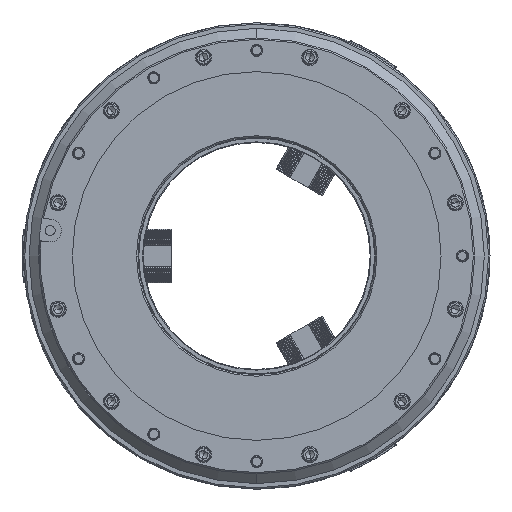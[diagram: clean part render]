
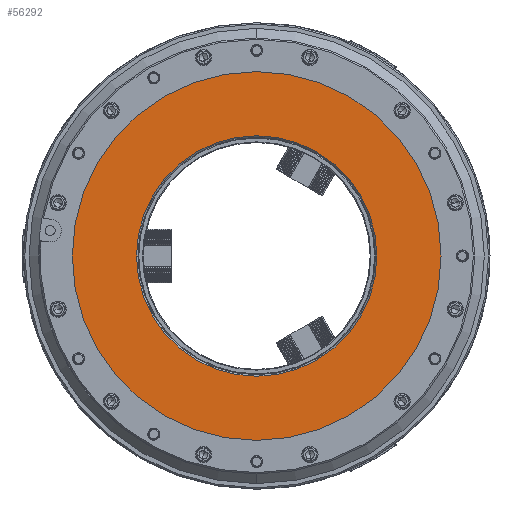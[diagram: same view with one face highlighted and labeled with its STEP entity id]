
A CAD part, left-side view. The second image highlights one B-rep face of the part: STEP entity #56292.
In plain terms, the highlighted planar face has unit normal (-1, 0, 0).
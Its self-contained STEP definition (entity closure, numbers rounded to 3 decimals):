
#291 = CIRCLE ( 'NONE', #44823, 169.5 ) ;
#1523 = EDGE_CURVE ( 'NONE', #11751, #54422, #36423, .T. ) ;
#2411 = ORIENTED_EDGE ( 'NONE', *, *, #32167, .T. ) ;
#3812 = ORIENTED_EDGE ( 'NONE', *, *, #8591, .T. ) ;
#8591 = EDGE_CURVE ( 'NONE', #22940, #41619, #10081, .T. ) ;
#9658 = CARTESIAN_POINT ( 'NONE',  ( 8., 0., -260. ) ) ;
#9855 = DIRECTION ( 'NONE',  ( 1., 0., 0. ) ) ;
#10081 = CIRCLE ( 'NONE', #36042, 260. ) ;
#11751 = VERTEX_POINT ( 'NONE', #32542 ) ;
#12965 = CARTESIAN_POINT ( 'NONE',  ( 8., 0., 0. ) ) ;
#13351 = EDGE_CURVE ( 'NONE', #41619, #22940, #61262, .T. ) ;
#17783 = FACE_OUTER_BOUND ( 'NONE', #46672, .T. ) ;
#17785 = DIRECTION ( 'NONE',  ( 0., 0., 1. ) ) ;
#22940 = VERTEX_POINT ( 'NONE', #46049 ) ;
#23715 = DIRECTION ( 'NONE',  ( 0., 0., 1. ) ) ;
#24994 = AXIS2_PLACEMENT_3D ( 'NONE', #42786, #52390, #23715 ) ;
#26527 = DIRECTION ( 'NONE',  ( 1., 0., 0. ) ) ;
#27353 = AXIS2_PLACEMENT_3D ( 'NONE', #55195, #26527, #60044 ) ;
#28492 = CARTESIAN_POINT ( 'NONE',  ( 8., 0., 0. ) ) ;
#32167 = EDGE_CURVE ( 'NONE', #54422, #11751, #291, .T. ) ;
#32542 = CARTESIAN_POINT ( 'NONE',  ( 8., 0., 169.5 ) ) ;
#33301 = DIRECTION ( 'NONE',  ( 0., 0., 1. ) ) ;
#35859 = ORIENTED_EDGE ( 'NONE', *, *, #13351, .T. ) ;
#36042 = AXIS2_PLACEMENT_3D ( 'NONE', #12965, #46468, #17785 ) ;
#36423 = CIRCLE ( 'NONE', #27353, 169.5 ) ;
#38206 = AXIS2_PLACEMENT_3D ( 'NONE', #28492, #62006, #33301 ) ;
#38597 = CARTESIAN_POINT ( 'NONE',  ( 8., 0., 0. ) ) ;
#41619 = VERTEX_POINT ( 'NONE', #9658 ) ;
#42786 = CARTESIAN_POINT ( 'NONE',  ( 8., -260., 0. ) ) ;
#43407 = DIRECTION ( 'NONE',  ( 0., 0., 1. ) ) ;
#44823 = AXIS2_PLACEMENT_3D ( 'NONE', #38597, #9855, #43407 ) ;
#46049 = CARTESIAN_POINT ( 'NONE',  ( 8., 0., 260. ) ) ;
#46327 = CARTESIAN_POINT ( 'NONE',  ( 8., 0., -169.5 ) ) ;
#46468 = DIRECTION ( 'NONE',  ( -1., 0., 0. ) ) ;
#46672 = EDGE_LOOP ( 'NONE', ( #3812, #35859 ) ) ;
#52390 = DIRECTION ( 'NONE',  ( -1., 0., 0. ) ) ;
#54264 = ORIENTED_EDGE ( 'NONE', *, *, #1523, .T. ) ;
#54422 = VERTEX_POINT ( 'NONE', #46327 ) ;
#54507 = FACE_BOUND ( 'NONE', #55157, .T. ) ;
#55157 = EDGE_LOOP ( 'NONE', ( #54264, #2411 ) ) ;
#55195 = CARTESIAN_POINT ( 'NONE',  ( 8., 0., 0. ) ) ;
#56292 = ADVANCED_FACE ( 'NONE', ( #54507, #17783 ), #57028, .T. ) ;
#57028 = PLANE ( 'NONE',  #24994 ) ;
#60044 = DIRECTION ( 'NONE',  ( 0., 0., 1. ) ) ;
#61262 = CIRCLE ( 'NONE', #38206, 260. ) ;
#62006 = DIRECTION ( 'NONE',  ( -1., 0., 0. ) ) ;
